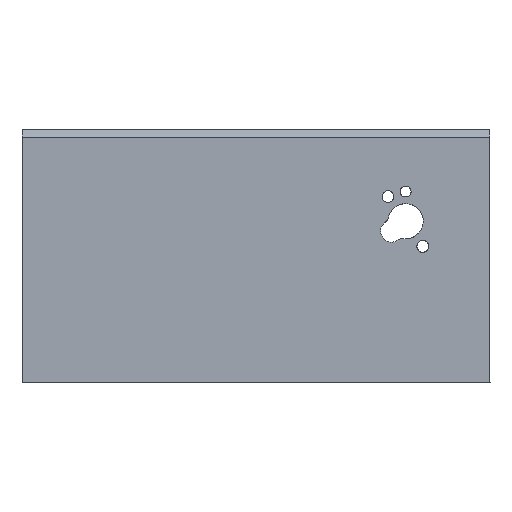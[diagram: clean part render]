
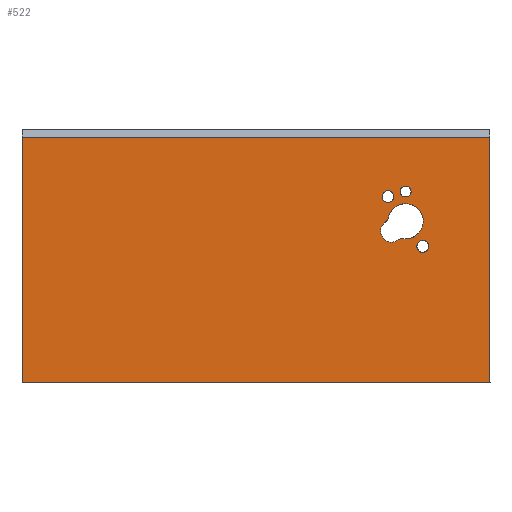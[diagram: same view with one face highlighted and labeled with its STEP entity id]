
A CAD part, front view. The second image highlights one B-rep face of the part: STEP entity #522.
In plain terms, the highlighted planar face has unit normal (0, -1, 0).
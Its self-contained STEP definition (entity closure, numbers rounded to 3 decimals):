
#300=CARTESIAN_POINT('',(-34.295,264.629,540.724));
#301=VERTEX_POINT('',#300);
#310=CARTESIAN_POINT('',(-41.087,264.63,535.344));
#311=VERTEX_POINT('',#310);
#312=CARTESIAN_POINT('',(-34.295,264.629,533.746));
#313=DIRECTION('',(0.,-1.,0.));
#314=DIRECTION('',(1.,0.,-0.));
#315=AXIS2_PLACEMENT_3D('',#312,#313,#314);
#316=ELLIPSE('',#315,6.978,6.978);
#317=EDGE_CURVE('',#301,#311,#316,.T.);
#338=CARTESIAN_POINT('',(-162.325,264.647,465.393));
#339=DIRECTION('',(0.,1.,-0.));
#340=DIRECTION('',(-1.,0.,0.));
#341=AXIS2_PLACEMENT_3D('',#338,#339,#340);
#342=PLANE('',#341);
#343=CARTESIAN_POINT('',(-42.622,264.63,533.095));
#344=VERTEX_POINT('',#343);
#345=CARTESIAN_POINT('',(-42.599,264.63,533.111));
#346=VERTEX_POINT('',#345);
#347=CARTESIAN_POINT('',(-42.622,264.63,533.095));
#348=DIRECTION('',(0.819,0.,0.574));
#349=VECTOR('',#348,0.028);
#350=LINE('',#347,#349);
#351=EDGE_CURVE('',#344,#346,#350,.T.);
#352=ORIENTED_EDGE('',*,*,#351,.T.);
#353=CARTESIAN_POINT('',(-42.599,264.63,533.111));
#354=CARTESIAN_POINT('',(-42.409,264.63,533.244));
#355=CARTESIAN_POINT('',(-42.234,264.63,533.393));
#356=CARTESIAN_POINT('',(-42.074,264.63,533.556));
#357=CARTESIAN_POINT('',(-41.994,264.63,533.637));
#358=CARTESIAN_POINT('',(-41.918,264.63,533.722));
#359=CARTESIAN_POINT('',(-41.845,264.63,533.811));
#360=CARTESIAN_POINT('',(-41.772,264.63,533.9));
#361=CARTESIAN_POINT('',(-41.703,264.63,533.993));
#362=CARTESIAN_POINT('',(-41.638,264.63,534.089));
#363=CARTESIAN_POINT('',(-41.508,264.63,534.28));
#364=CARTESIAN_POINT('',(-41.398,264.63,534.48));
#365=CARTESIAN_POINT('',(-41.306,264.63,534.69));
#366=CARTESIAN_POINT('',(-41.214,264.63,534.899));
#367=CARTESIAN_POINT('',(-41.141,264.63,535.119));
#368=CARTESIAN_POINT('',(-41.087,264.63,535.344));
#369=B_SPLINE_CURVE_WITH_KNOTS('',3,(#353,#354,#355,#356,#357,#358,#359,#360,#361,#362,#363,#364,#365,#366,#367,#368),.UNSPECIFIED.,.F.,.F.,(4,3,3,3,3,4),(0.,0.001,0.001,0.001,0.002,0.003),.UNSPECIFIED.);
#370=EDGE_CURVE('',#346,#311,#369,.T.);
#371=ORIENTED_EDGE('',*,*,#370,.T.);
#372=ORIENTED_EDGE('',*,*,#317,.F.);
#373=CARTESIAN_POINT('',(-35.102,264.629,526.815));
#374=VERTEX_POINT('',#373);
#375=CARTESIAN_POINT('',(-34.295,264.629,533.746));
#376=DIRECTION('',(0.,-1.,0.));
#377=DIRECTION('',(1.,0.,-0.));
#378=AXIS2_PLACEMENT_3D('',#375,#376,#377);
#379=ELLIPSE('',#378,6.978,6.978);
#380=EDGE_CURVE('',#374,#301,#379,.T.);
#381=ORIENTED_EDGE('',*,*,#380,.F.);
#382=CARTESIAN_POINT('',(-37.717,264.629,526.153));
#383=VERTEX_POINT('',#382);
#384=CARTESIAN_POINT('',(-35.102,264.629,526.815));
#385=CARTESIAN_POINT('',(-35.332,264.629,526.842));
#386=CARTESIAN_POINT('',(-35.561,264.629,526.848));
#387=CARTESIAN_POINT('',(-35.789,264.629,526.833));
#388=CARTESIAN_POINT('',(-35.903,264.629,526.825));
#389=CARTESIAN_POINT('',(-36.017,264.629,526.812));
#390=CARTESIAN_POINT('',(-36.131,264.629,526.794));
#391=CARTESIAN_POINT('',(-36.244,264.629,526.776));
#392=CARTESIAN_POINT('',(-36.358,264.629,526.753));
#393=CARTESIAN_POINT('',(-36.47,264.629,526.725));
#394=CARTESIAN_POINT('',(-36.694,264.629,526.668));
#395=CARTESIAN_POINT('',(-36.91,264.629,526.592));
#396=CARTESIAN_POINT('',(-37.118,264.629,526.497));
#397=CARTESIAN_POINT('',(-37.325,264.629,526.401));
#398=CARTESIAN_POINT('',(-37.527,264.629,526.286));
#399=CARTESIAN_POINT('',(-37.717,264.629,526.153));
#400=B_SPLINE_CURVE_WITH_KNOTS('',3,(#384,#385,#386,#387,#388,#389,#390,#391,#392,#393,#394,#395,#396,#397,#398,#399),.UNSPECIFIED.,.F.,.F.,(4,3,3,3,3,4),(0.,0.001,0.001,0.001,0.002,0.003),.UNSPECIFIED.);
#401=EDGE_CURVE('',#374,#383,#400,.T.);
#402=ORIENTED_EDGE('',*,*,#401,.T.);
#403=CARTESIAN_POINT('',(-37.738,264.629,526.138));
#404=VERTEX_POINT('',#403);
#405=CARTESIAN_POINT('',(-37.738,264.629,526.138));
#406=DIRECTION('',(0.819,0.,0.574));
#407=VECTOR('',#406,0.027);
#408=LINE('',#405,#407);
#409=EDGE_CURVE('',#404,#383,#408,.T.);
#410=ORIENTED_EDGE('',*,*,#409,.F.);
#411=CARTESIAN_POINT('',(-43.016,264.63,527.062));
#412=VERTEX_POINT('',#411);
#413=CARTESIAN_POINT('',(-39.915,264.63,529.239));
#414=DIRECTION('',(0.,1.,-0.));
#415=DIRECTION('',(-1.,0.,0.));
#416=AXIS2_PLACEMENT_3D('',#413,#414,#415);
#417=CIRCLE('',#416,3.789);
#418=EDGE_CURVE('',#404,#412,#417,.T.);
#419=ORIENTED_EDGE('',*,*,#418,.T.);
#420=CARTESIAN_POINT('',(-43.546,264.63,527.817));
#421=VERTEX_POINT('',#420);
#422=CARTESIAN_POINT('',(-43.016,264.63,527.062));
#423=DIRECTION('',(-0.574,0.,0.819));
#424=VECTOR('',#423,0.922);
#425=LINE('',#422,#424);
#426=EDGE_CURVE('',#412,#421,#425,.T.);
#427=ORIENTED_EDGE('',*,*,#426,.T.);
#428=CARTESIAN_POINT('',(-40.445,264.63,529.994));
#429=DIRECTION('',(0.,1.,-0.));
#430=DIRECTION('',(-1.,0.,0.));
#431=AXIS2_PLACEMENT_3D('',#428,#429,#430);
#432=CIRCLE('',#431,3.789);
#433=EDGE_CURVE('',#421,#344,#432,.T.);
#434=ORIENTED_EDGE('',*,*,#433,.T.);
#435=EDGE_LOOP('',(#352,#371,#372,#381,#402,#410,#419,#427,#434));
#436=FACE_BOUND('',#435,.T.);
#437=CARTESIAN_POINT('',(-39.923,264.63,541.57));
#438=VERTEX_POINT('',#437);
#439=CARTESIAN_POINT('',(-39.346,264.629,544.843));
#440=VERTEX_POINT('',#439);
#441=CARTESIAN_POINT('',(-41.271,264.63,543.495));
#442=DIRECTION('',(0.,1.,-0.));
#443=DIRECTION('',(0.574,0.,-0.819));
#444=AXIS2_PLACEMENT_3D('',#441,#442,#443);
#445=ELLIPSE('',#444,2.35,2.35);
#446=EDGE_CURVE('',#438,#440,#445,.T.);
#447=ORIENTED_EDGE('',*,*,#446,.T.);
#448=CARTESIAN_POINT('',(-41.271,264.63,543.495));
#449=DIRECTION('',(0.,1.,-0.));
#450=DIRECTION('',(0.574,0.,-0.819));
#451=AXIS2_PLACEMENT_3D('',#448,#449,#450);
#452=ELLIPSE('',#451,2.35,2.35);
#453=EDGE_CURVE('',#440,#438,#452,.T.);
#454=ORIENTED_EDGE('',*,*,#453,.T.);
#455=EDGE_LOOP('',(#447,#454));
#456=FACE_BOUND('',#455,.T.);
#457=CARTESIAN_POINT('',(-26.157,264.628,521.911));
#458=VERTEX_POINT('',#457);
#459=CARTESIAN_POINT('',(-25.58,264.628,525.184));
#460=VERTEX_POINT('',#459);
#461=CARTESIAN_POINT('',(-27.505,264.628,523.836));
#462=DIRECTION('',(0.,1.,-0.));
#463=DIRECTION('',(0.574,0.,-0.819));
#464=AXIS2_PLACEMENT_3D('',#461,#462,#463);
#465=ELLIPSE('',#464,2.35,2.35);
#466=EDGE_CURVE('',#458,#460,#465,.T.);
#467=ORIENTED_EDGE('',*,*,#466,.T.);
#468=CARTESIAN_POINT('',(-27.505,264.628,523.836));
#469=DIRECTION('',(0.,1.,-0.));
#470=DIRECTION('',(0.574,0.,-0.819));
#471=AXIS2_PLACEMENT_3D('',#468,#469,#470);
#472=ELLIPSE('',#471,2.35,2.35);
#473=EDGE_CURVE('',#460,#458,#472,.T.);
#474=ORIENTED_EDGE('',*,*,#473,.T.);
#475=EDGE_LOOP('',(#467,#474));
#476=FACE_BOUND('',#475,.T.);
#477=CARTESIAN_POINT('',(-36.433,264.629,545.51));
#478=VERTEX_POINT('',#477);
#479=CARTESIAN_POINT('',(-34.283,264.629,545.51));
#480=DIRECTION('',(0.,-1.,0.));
#481=DIRECTION('',(-1.,0.,0.));
#482=AXIS2_PLACEMENT_3D('',#479,#480,#481);
#483=ELLIPSE('',#482,2.15,2.15);
#484=EDGE_CURVE('',#478,#478,#483,.T.);
#485=ORIENTED_EDGE('',*,*,#484,.F.);
#486=EDGE_LOOP('',(#485));
#487=FACE_BOUND('',#486,.T.);
#488=CARTESIAN_POINT('',(-0.941,264.624,470.032));
#489=VERTEX_POINT('',#488);
#490=CARTESIAN_POINT('',(-0.941,264.624,567.032));
#491=VERTEX_POINT('',#490);
#492=CARTESIAN_POINT('',(-0.941,264.624,470.032));
#493=DIRECTION('',(0.,0.,1.));
#494=VECTOR('',#493,97.);
#495=LINE('',#492,#494);
#496=EDGE_CURVE('',#489,#491,#495,.T.);
#497=ORIENTED_EDGE('',*,*,#496,.T.);
#498=CARTESIAN_POINT('',(-185.977,264.65,567.032));
#499=VERTEX_POINT('',#498);
#500=CARTESIAN_POINT('',(-185.977,264.65,567.032));
#501=DIRECTION('',(1.,0.,-0.));
#502=VECTOR('',#501,185.036);
#503=LINE('',#500,#502);
#504=EDGE_CURVE('',#499,#491,#503,.T.);
#505=ORIENTED_EDGE('',*,*,#504,.F.);
#506=CARTESIAN_POINT('',(-185.977,264.65,470.032));
#507=VERTEX_POINT('',#506);
#508=CARTESIAN_POINT('',(-185.977,264.65,470.032));
#509=DIRECTION('',(-0.,0.,1.));
#510=VECTOR('',#509,97.);
#511=LINE('',#508,#510);
#512=EDGE_CURVE('',#507,#499,#511,.T.);
#513=ORIENTED_EDGE('',*,*,#512,.F.);
#514=CARTESIAN_POINT('',(-185.977,264.65,470.032));
#515=DIRECTION('',(1.,0.,-0.));
#516=VECTOR('',#515,185.036);
#517=LINE('',#514,#516);
#518=EDGE_CURVE('',#507,#489,#517,.T.);
#519=ORIENTED_EDGE('',*,*,#518,.T.);
#520=EDGE_LOOP('',(#497,#505,#513,#519));
#521=FACE_BOUND('',#520,.T.);
#522=ADVANCED_FACE('',(#436,#456,#476,#487,#521),#342,.F.);
